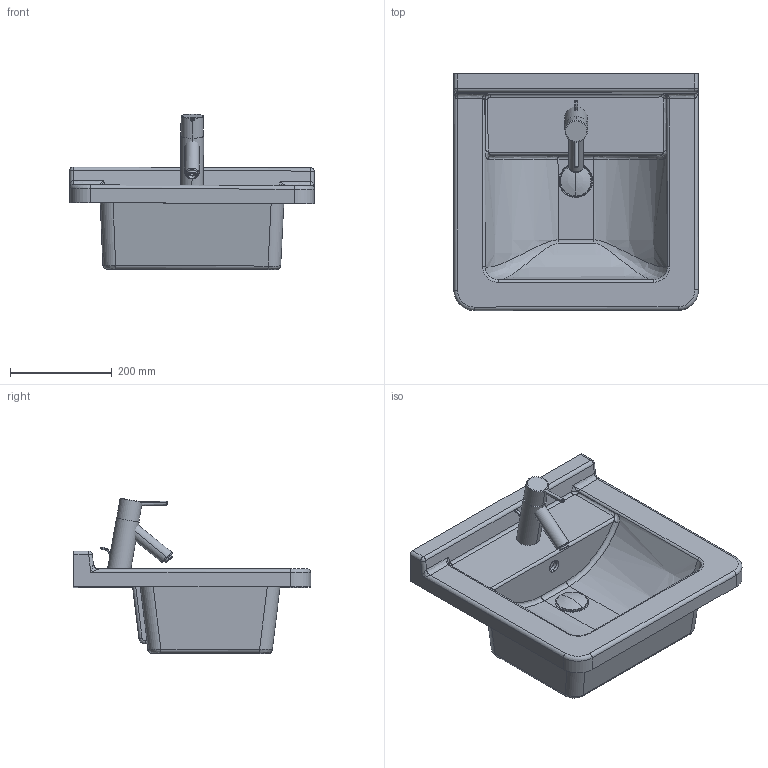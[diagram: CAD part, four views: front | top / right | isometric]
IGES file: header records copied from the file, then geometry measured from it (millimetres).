
Global section: file name: No Iges File Name specified; native system: Autodesk Inventor 2011; preprocessor: AutoDesk Inventor Iges Exporter R2011; author: Administrator; date: 20111021.140847; units: millimetre
Bounding box: 480.56 x 465.5 x 304.98 mm (x, y, z)
Volume: 12145801.8 mm3; surface area: 847199.7 mm2
Topology: 8 solids, 8 shells, 261 faces, 622 edges, 367 vertices
Faces by surface type: plane 70, cylinder 67, bspline 48, revolution 43, torus 25, sphere 6, cone 2
